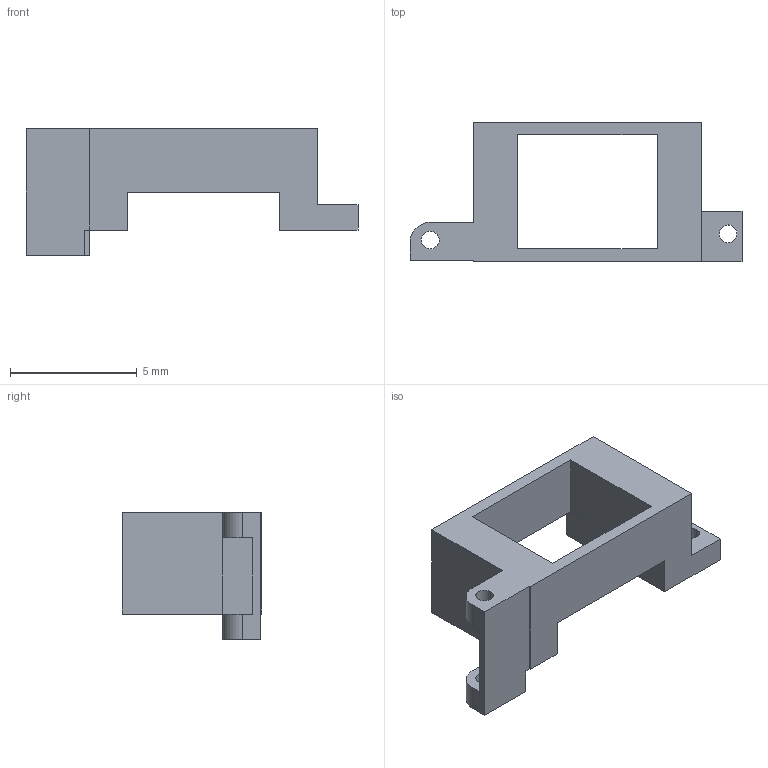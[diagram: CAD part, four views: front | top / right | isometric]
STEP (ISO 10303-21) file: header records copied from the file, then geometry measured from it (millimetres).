
FILE_DESCRIPTION(('produced by SPATIAL CORP'),'2;1');
FILE_NAME( 'fin_slide1.prt.hh.sat.stp', '2002-04-19T13:51:40+00:00',('SPATIAL CORP'),('SPATIAL CORP'), 'ACIS STEP Husk','http://www.spatial.com','SPATIAL CORP');
FILE_SCHEMA(('CONFIG_CONTROL_DESIGN'));
Length unit declared in the file: millimetre
Products named in the file (1): PRODUCT_ID_1
Bounding box: 13.1 x 5.5 x 5 mm (x, y, z)
Volume: 101.7 mm3; surface area: 265.6 mm2
Topology: 1 solids, 1 shells, 36 faces, 101 edges, 67 vertices
Faces by surface type: plane 28, cylinder 8
Entity records: 1254 total; most frequent: CARTESIAN_POINT 204, ORIENTED_EDGE 202, DIRECTION 189, EDGE_CURVE 101, VECTOR 85, LINE 85, VERTEX_POINT 67, AXIS2_PLACEMENT_3D 52
